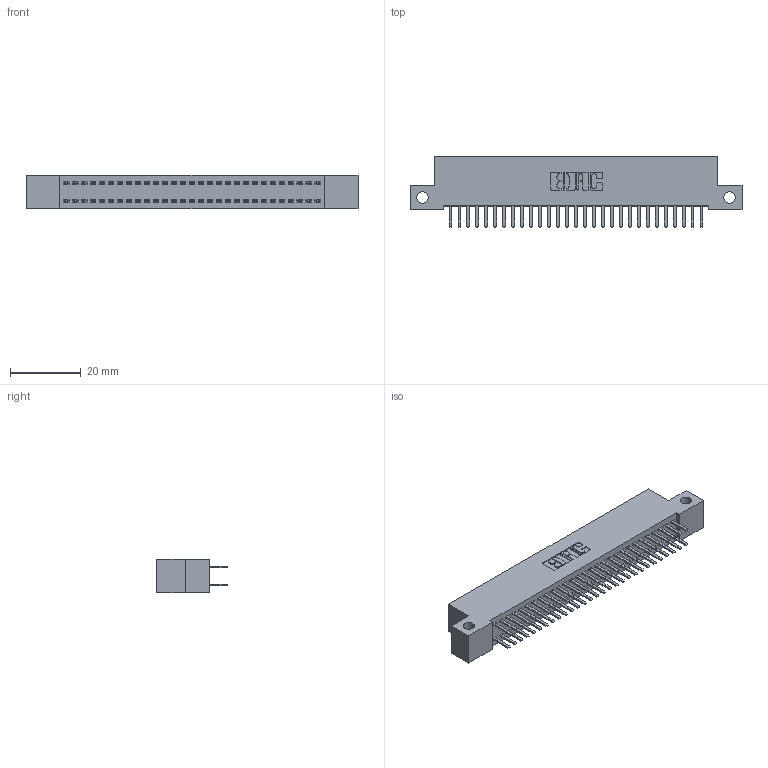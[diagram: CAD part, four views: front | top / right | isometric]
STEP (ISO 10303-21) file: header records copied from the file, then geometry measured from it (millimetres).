
FILE_DESCRIPTION (( 'STEP AP203' ), '1' );
FILE_NAME ('392-058-520-212.STEP', '2019-10-08T16:13:03', ( '' ), ( '' ), 'SwSTEP 2.0', 'SolidWorks 2016', '' );
FILE_SCHEMA (( 'CONFIG_CONTROL_DESIGN' ));
Length unit declared in the file: inch
Products named in the file (3): 392-058-520-212; 342 Part_Side Mount; 345-292-001_345-293-120
Assembly tree (59 placements, depth 2):
  392-058-520-212
    342 Part_Side Mount
    345-292-001_345-293-120  x58
Bounding box: 93.98 x 20.02 x 9.4 mm (x, y, z)
Volume: 8283.1 mm3; surface area: 12942.6 mm2
Topology: 59 solids, 59 shells, 3358 faces, 9753 edges, 6346 vertices
Faces by surface type: plane 2270, cylinder 1088
Entity records: 20323 total; most frequent: CARTESIAN_POINT 3394, ORIENTED_EDGE 3318, DIRECTION 2911, EDGE_CURVE 1659, LINE 1527, VECTOR 1527, VERTEX_POINT 1102, AXIS2_PLACEMENT_3D 692
